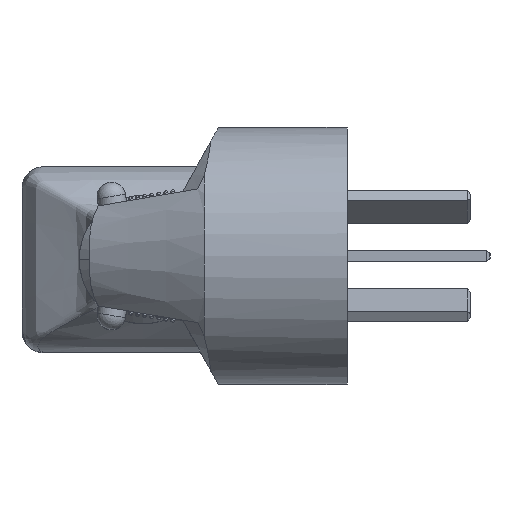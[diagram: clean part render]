
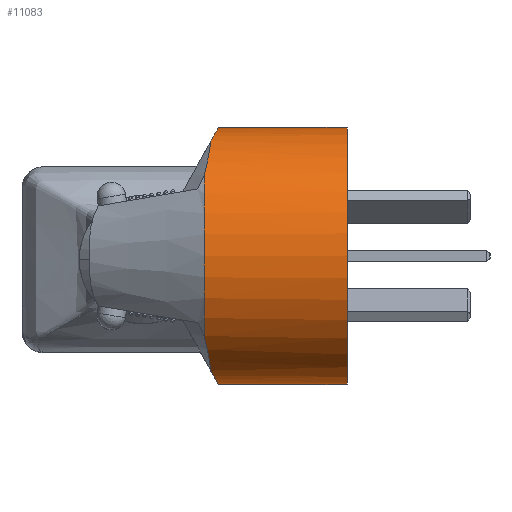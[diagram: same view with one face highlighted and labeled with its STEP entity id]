
A CAD part, top view. The second image highlights one B-rep face of the part: STEP entity #11083.
In plain terms, the highlighted cylindrical face has radius 18 mm (diameter 36 mm), a partial arc.
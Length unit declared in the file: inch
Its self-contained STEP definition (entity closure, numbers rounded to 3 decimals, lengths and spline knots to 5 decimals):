
#345 = LINE ( 'NONE', #12511, #8287 ) ;
#396 = CARTESIAN_POINT ( 'NONE',  ( 0.76122, -0.43042, -0.56303 ) ) ;
#426 = EDGE_CURVE ( 'NONE', #4076, #5665, #9508, .T. ) ;
#537 = CARTESIAN_POINT ( 'NONE',  ( 0.76247, -0.43914, -0.55621 ) ) ;
#742 = VERTEX_POINT ( 'NONE', #12624 ) ;
#822 = CARTESIAN_POINT ( 'NONE',  ( 0.75802, -0.40489, 0.58167 ) ) ;
#1107 = CARTESIAN_POINT ( 'NONE',  ( 0.75634, -0.38906, 0.59232 ) ) ;
#1130 = EDGE_CURVE ( 'NONE', #3540, #742, #13045, .T. ) ;
#1424 = EDGE_CURVE ( 'NONE', #12007, #6056, #345, .T. ) ;
#1491 = CARTESIAN_POINT ( 'NONE',  ( 0.75372, -0.35968, -0.61063 ) ) ;
#1654 = CARTESIAN_POINT ( 'NONE',  ( 0.75712, -0.39704, -0.58713 ) ) ;
#1804 = ORIENTED_EDGE ( 'NONE', *, *, #5513, .T. ) ;
#1863 = EDGE_CURVE ( 'NONE', #2201, #4076, #4854, .T. ) ;
#1907 = AXIS2_PLACEMENT_3D ( 'NONE', #6355, #4159, #14050 ) ;
#1922 = CARTESIAN_POINT ( 'NONE',  ( 0.76086, -0.42799, 0.56496 ) ) ;
#2126 = DIRECTION ( 'NONE',  ( 0., 0., -1. ) ) ;
#2201 = VERTEX_POINT ( 'NONE', #6071 ) ;
#2339 = CARTESIAN_POINT ( 'NONE',  ( 0.75717, -0.39702, 0.58701 ) ) ;
#2488 = CARTESIAN_POINT ( 'NONE',  ( 0.75121, -0.32045, -0.63207 ) ) ;
#2536 = DIRECTION ( 'NONE',  ( 1., 0., 0. ) ) ;
#2651 = CARTESIAN_POINT ( 'NONE',  ( 0.76968, -0.48584, -0.51824 ) ) ;
#2724 = VECTOR ( 'NONE', #2536, 39.37008 ) ;
#2814 = CARTESIAN_POINT ( 'NONE',  ( 0.76302, -0.44285, -0.55326 ) ) ;
#2873 = CARTESIAN_POINT ( 'NONE',  ( 0.7703, -0.48511, 0.51675 ) ) ;
#2933 = ORIENTED_EDGE ( 'NONE', *, *, #426, .F. ) ;
#2941 = CARTESIAN_POINT ( 'NONE',  ( 0.78248, -0.53767, 0.46235 ) ) ;
#2945 = CIRCLE ( 'NONE', #3632, 0.70866 ) ;
#3018 = CARTESIAN_POINT ( 'NONE',  ( 0.7874, -0.55373, 0.44225 ) ) ;
#3047 = CARTESIAN_POINT ( 'NONE',  ( 0.70866, -0.11187, 0.70866 ) ) ;
#3180 = FACE_OUTER_BOUND ( 'NONE', #8475, .T. ) ;
#3195 = CARTESIAN_POINT ( 'NONE',  ( 0.70866, 0., -0.70866 ) ) ;
#3218 = CARTESIAN_POINT ( 'NONE',  ( 0., 0., 0. ) ) ;
#3284 = CARTESIAN_POINT ( 'NONE',  ( 0.75121, -0.32045, 0.63207 ) ) ;
#3494 = B_SPLINE_CURVE_WITH_KNOTS ( 'NONE', 3,
 ( #3018, #2941, #14056, #3953, #2873, #7324, #7402, #11939, #4089, #10806, #8696, #7467, #1922, #6361, #822, #2339, #14342, #1107, #14404, #9072, #3284 ),
 .UNSPECIFIED., .F., .F.,
 ( 4, 2, 2, 1, 1, 2, 2, 2, 1, 2, 2, 4 ),
 ( 0., 0.25, 0.375, 0.4375, 0.46875, 0.48438, 0.5, 0.625, 0.6875, 0.71875, 0.75, 1. ),
 .UNSPECIFIED. ) ;
#3512 = ORIENTED_EDGE ( 'NONE', *, *, #12172, .T. ) ;
#3540 = VERTEX_POINT ( 'NONE', #2488 ) ;
#3632 = AXIS2_PLACEMENT_3D ( 'NONE', #3218, #7675, #2126 ) ;
#3635 = CARTESIAN_POINT ( 'NONE',  ( 0.70866, -0.11187, -0.70866 ) ) ;
#3700 = ORIENTED_EDGE ( 'NONE', *, *, #5292, .F. ) ;
#3731 = CARTESIAN_POINT ( 'NONE',  ( 0.7874, -0.55373, -0.44225 ) ) ;
#3953 = CARTESIAN_POINT ( 'NONE',  ( 0.77215, -0.49415, 0.50811 ) ) ;
#4076 = VERTEX_POINT ( 'NONE', #4547 ) ;
#4089 = CARTESIAN_POINT ( 'NONE',  ( 0.76453, -0.45255, 0.54534 ) ) ;
#4159 = DIRECTION ( 'NONE',  ( 1., 0., 0. ) ) ;
#4177 = ORIENTED_EDGE ( 'NONE', *, *, #1424, .T. ) ;
#4547 = CARTESIAN_POINT ( 'NONE',  ( 0.70866, 0., 0.70866 ) ) ;
#4836 = CARTESIAN_POINT ( 'NONE',  ( 0.75508, -0.37583, -0.6008 ) ) ;
#4854 = LINE ( 'NONE', #8203, #2724 ) ;
#4908 = CARTESIAN_POINT ( 'NONE',  ( 0.75829, -0.40748, -0.57993 ) ) ;
#4985 = CARTESIAN_POINT ( 'NONE',  ( 0.7634, -0.44531, -0.55127 ) ) ;
#5167 = CARTESIAN_POINT ( 'NONE',  ( 0.75121, -0.32045, 0.63207 ) ) ;
#5292 = EDGE_CURVE ( 'NONE', #11513, #742, #13260, .T. ) ;
#5326 = CARTESIAN_POINT ( 'NONE',  ( 0., 0., -0.70866 ) ) ;
#5513 = EDGE_CURVE ( 'NONE', #6056, #3540, #11838, .T. ) ;
#5639 = CARTESIAN_POINT ( 'NONE',  ( 1.41732, 0., 0. ) ) ;
#5665 = VERTEX_POINT ( 'NONE', #5167 ) ;
#5919 = CARTESIAN_POINT ( 'NONE',  ( 0.75437, -0.36783, -0.60578 ) ) ;
#6056 = VERTEX_POINT ( 'NONE', #3195 ) ;
#6071 = CARTESIAN_POINT ( 'NONE',  ( 0., 0., 0.70866 ) ) ;
#6355 = CARTESIAN_POINT ( 'NONE',  ( 0.7874, 0., 0. ) ) ;
#6361 = CARTESIAN_POINT ( 'NONE',  ( 0.75894, -0.41264, 0.57617 ) ) ;
#7085 = CARTESIAN_POINT ( 'NONE',  ( 0.7874, -0.55373, 0.44225 ) ) ;
#7193 = CARTESIAN_POINT ( 'NONE',  ( 0.77756, -0.52161, -0.48247 ) ) ;
#7324 = CARTESIAN_POINT ( 'NONE',  ( 0.76772, -0.4713, 0.52926 ) ) ;
#7402 = CARTESIAN_POINT ( 'NONE',  ( 0.76647, -0.46433, 0.53541 ) ) ;
#7467 = CARTESIAN_POINT ( 'NONE',  ( 0.76226, -0.43801, 0.55723 ) ) ;
#7675 = DIRECTION ( 'NONE',  ( 1., 0., 0. ) ) ;
#7769 = CYLINDRICAL_SURFACE ( 'NONE', #11993, 0.70866 ) ;
#8093 = CARTESIAN_POINT ( 'NONE',  ( 0.75121, -0.32045, -0.63207 ) ) ;
#8203 = CARTESIAN_POINT ( 'NONE',  ( 1.41732, 0., 0.70866 ) ) ;
#8258 = CARTESIAN_POINT ( 'NONE',  ( 0.76359, -0.44657, -0.55025 ) ) ;
#8287 = VECTOR ( 'NONE', #11581, 39.37008 ) ;
#8353 = CARTESIAN_POINT ( 'NONE',  ( 0.75557, -0.38114, -0.59745 ) ) ;
#8390 = CARTESIAN_POINT ( 'NONE',  ( 0.72311, -0.22067, -0.68266 ) ) ;
#8475 = EDGE_LOOP ( 'NONE', ( #10343, #3512, #4177, #1804, #13826, #3700, #14142, #2933 ) ) ;
#8696 = CARTESIAN_POINT ( 'NONE',  ( 0.76397, -0.44903, 0.54825 ) ) ;
#8729 = DIRECTION ( 'NONE',  ( 1., 0., 0. ) ) ;
#9072 = CARTESIAN_POINT ( 'NONE',  ( 0.7524, -0.34344, 0.62041 ) ) ;
#9127 = EDGE_CURVE ( 'NONE', #11513, #5665, #3494, .T. ) ;
#9312 = CARTESIAN_POINT ( 'NONE',  ( 0.75582, -0.38374, -0.59578 ) ) ;
#9504 = CARTESIAN_POINT ( 'NONE',  ( 0.70866, 0., -0.70866 ) ) ;
#9508 =( BOUNDED_CURVE ( )  B_SPLINE_CURVE ( 3, ( #9973, #3047, #13282, #14171 ),
 .UNSPECIFIED., .F., .F. ) 
 B_SPLINE_CURVE_WITH_KNOTS ( ( 4, 4 ),
 ( 3.14159, 3.61081 ),
 .UNSPECIFIED. ) 
 CURVE ( )  GEOMETRIC_REPRESENTATION_ITEM ( )  RATIONAL_B_SPLINE_CURVE ( ( 1., 0.982, 0.982, 1. ) ) 
 REPRESENTATION_ITEM ( '' )  );
#9973 = CARTESIAN_POINT ( 'NONE',  ( 0.70866, 0., 0.70866 ) ) ;
#10343 = ORIENTED_EDGE ( 'NONE', *, *, #1863, .F. ) ;
#10381 = CARTESIAN_POINT ( 'NONE',  ( 0.76021, -0.42283, -0.56873 ) ) ;
#10806 = CARTESIAN_POINT ( 'NONE',  ( 0.76415, -0.45018, 0.5473 ) ) ;
#11083 = ADVANCED_FACE ( 'NONE', ( #3180 ), #7769, .T. ) ;
#11459 = CARTESIAN_POINT ( 'NONE',  ( 0.75251, -0.34318, -0.62015 ) ) ;
#11513 = VERTEX_POINT ( 'NONE', #7085 ) ;
#11581 = DIRECTION ( 'NONE',  ( 1., 0., 0. ) ) ;
#11838 =( BOUNDED_CURVE ( )  B_SPLINE_CURVE ( 3, ( #9504, #3635, #8390, #8093 ),
 .UNSPECIFIED., .F., .T. ) 
 B_SPLINE_CURVE_WITH_KNOTS ( ( 4, 4 ),
 ( 3.14159, 3.61081 ),
 .UNSPECIFIED. ) 
 CURVE ( )  GEOMETRIC_REPRESENTATION_ITEM ( )  RATIONAL_B_SPLINE_CURVE ( ( 1., 0.982, 0.982, 1. ) ) 
 REPRESENTATION_ITEM ( '' )  );
#11939 = CARTESIAN_POINT ( 'NONE',  ( 0.7651, -0.4561, 0.54239 ) ) ;
#11993 = AXIS2_PLACEMENT_3D ( 'NONE', #5639, #8729, #12271 ) ;
#12007 = VERTEX_POINT ( 'NONE', #5326 ) ;
#12172 = EDGE_CURVE ( 'NONE', #2201, #12007, #2945, .T. ) ;
#12271 = DIRECTION ( 'NONE',  ( 0., 0., -1. ) ) ;
#12511 = CARTESIAN_POINT ( 'NONE',  ( 1.41732, 0., -0.70866 ) ) ;
#12611 = CARTESIAN_POINT ( 'NONE',  ( 0.75121, -0.32045, -0.63207 ) ) ;
#12624 = CARTESIAN_POINT ( 'NONE',  ( 0.7874, -0.55373, -0.44225 ) ) ;
#13045 = B_SPLINE_CURVE_WITH_KNOTS ( 'NONE', 3,
 ( #12611, #13771, #11459, #1491, #5919, #4836, #8353, #9312, #1654, #4908, #10381, #396, #537, #2814, #4985, #8258, #2651, #7193, #3731 ),
 .UNSPECIFIED., .F., .F.,
 ( 4, 2, 1, 2, 2, 2, 1, 1, 2, 2, 4 ),
 ( 0., 0.125, 0.1875, 0.21875, 0.25, 0.375, 0.4375, 0.46875, 0.48438, 0.5, 1. ),
 .UNSPECIFIED. ) ;
#13260 = CIRCLE ( 'NONE', #1907, 0.70866 ) ;
#13282 = CARTESIAN_POINT ( 'NONE',  ( 0.72311, -0.22067, 0.68266 ) ) ;
#13771 = CARTESIAN_POINT ( 'NONE',  ( 0.7518, -0.33194, -0.62625 ) ) ;
#13826 = ORIENTED_EDGE ( 'NONE', *, *, #1130, .T. ) ;
#14050 = DIRECTION ( 'NONE',  ( 0., 0., -1. ) ) ;
#14056 = CARTESIAN_POINT ( 'NONE',  ( 0.77805, -0.52071, 0.48135 ) ) ;
#14142 = ORIENTED_EDGE ( 'NONE', *, *, #9127, .T. ) ;
#14171 = CARTESIAN_POINT ( 'NONE',  ( 0.75121, -0.32045, 0.63207 ) ) ;
#14342 = CARTESIAN_POINT ( 'NONE',  ( 0.75661, -0.39175, 0.59055 ) ) ;
#14404 = CARTESIAN_POINT ( 'NONE',  ( 0.75402, -0.36546, 0.60767 ) ) ;
